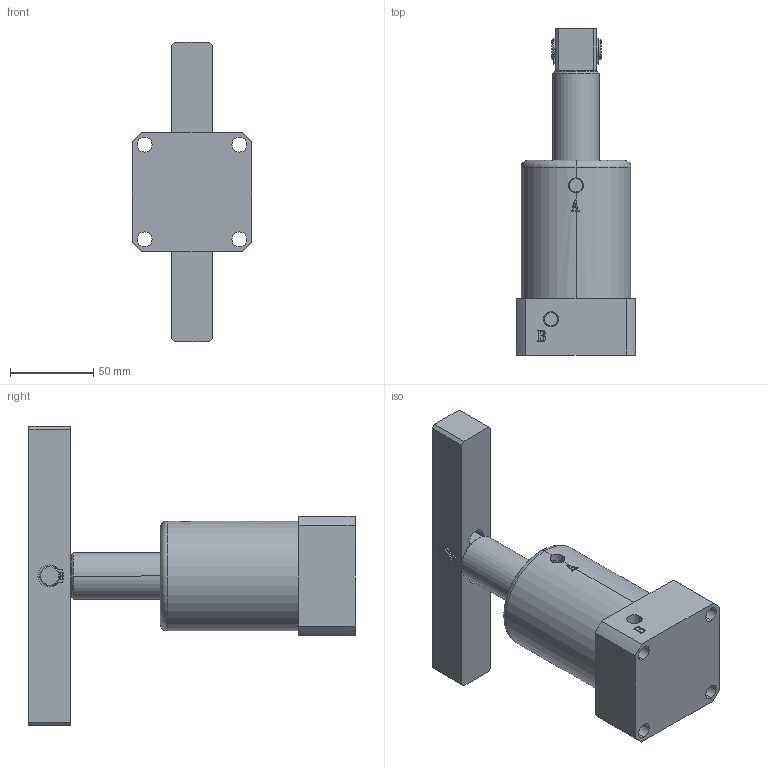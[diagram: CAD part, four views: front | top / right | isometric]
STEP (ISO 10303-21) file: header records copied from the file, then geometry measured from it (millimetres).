
FILE_DESCRIPTION (( 'STEP AP203' ), '1' );
FILE_NAME ('HSL-50D-E.STEP', '2019-10-05T08:47:35', ( '微软用户' ), ( '微软中国' ), 'SwSTEP 2.0', 'SolidWorks 2012', '' );
FILE_SCHEMA (( 'CONFIG_CONTROL_DESIGN' ));
Length unit declared in the file: millimetre
Products named in the file (6): external circlip_bsi_BS 3673-4 - S011M; HSL-50D蛌褒詰隅弇种; HSL-50D蛌褒詰揤旋杻秶; HSL-50D转角缸活塞杆 - E; HSL-50S-11-34蛌褒詰掛极; HSL-50D-E
Assembly tree (6 placements, depth 2):
  HSL-50D-E
    HSL-50S-11-34蛌褒詰掛极
    HSL-50D转角缸活塞杆 - E
    HSL-50D蛌褒詰揤旋杻秶
    HSL-50D蛌褒詰隅弇种
    external circlip_bsi_BS 3673-4 - S011M  x2
Bounding box: 72 x 196 x 180 mm (x, y, z)
Volume: 492287.8 mm3; surface area: 94611.8 mm2
Topology: 6 solids, 6 shells, 204 faces, 511 edges, 334 vertices
Faces by surface type: plane 86, cylinder 80, cone 16, bspline 16, torus 6
Entity records: 6921 total; most frequent: CARTESIAN_POINT 1887, DIRECTION 918, ORIENTED_EDGE 902, EDGE_CURVE 451, AXIS2_PLACEMENT_3D 341, VERTEX_POINT 294, LINE 236, VECTOR 236
